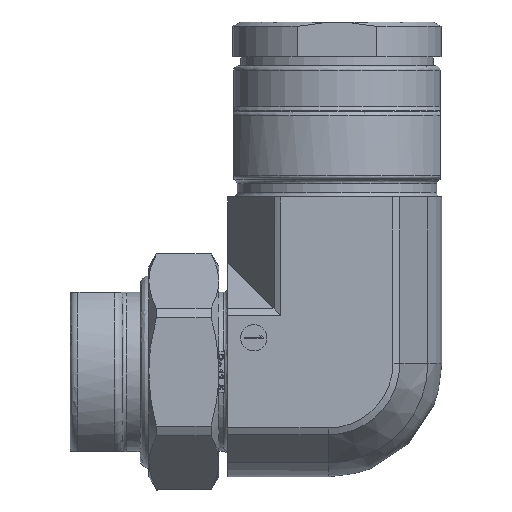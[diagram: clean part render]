
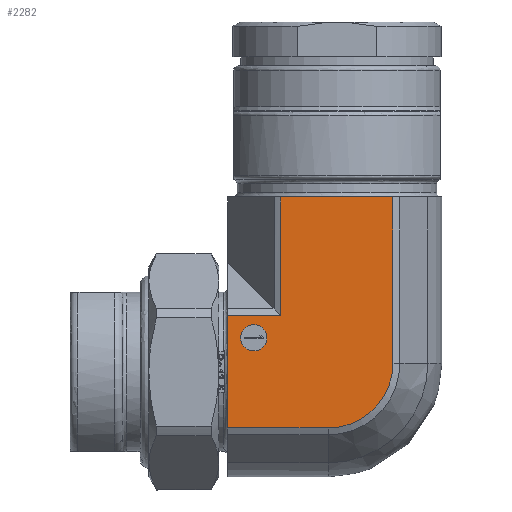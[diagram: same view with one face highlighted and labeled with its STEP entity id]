
A CAD part, left-side view. The second image highlights one B-rep face of the part: STEP entity #2282.
In plain terms, the highlighted planar face has unit normal (-1, 0, 0).
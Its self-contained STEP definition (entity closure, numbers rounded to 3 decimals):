
#851=PLANE('',#7027);
#1031=LINE('',#10058,#1517);
#1293=LINE('',#11172,#1779);
#1316=LINE('',#11278,#1802);
#1317=LINE('',#11289,#1803);
#1318=LINE('',#11290,#1804);
#1319=LINE('',#11292,#1805);
#1517=VECTOR('',#7740,1.);
#1779=VECTOR('',#8248,1.);
#1802=VECTOR('',#8289,1.);
#1803=VECTOR('',#8290,1.);
#1804=VECTOR('',#8291,1.);
#1805=VECTOR('',#8292,1.);
#1988=FACE_BOUND('',#2968,.T.);
#1989=FACE_BOUND('',#2969,.T.);
#2282=ADVANCED_FACE('',(#1988,#1989),#851,.F.);
#2968=EDGE_LOOP('',(#4436));
#2969=EDGE_LOOP('',(#4437,#4438,#4439,#4440,#4441,#4442,#4443));
#3204=CIRCLE('',#6893,1.5);
#3222=CIRCLE('',#7015,7.4);
#4436=ORIENTED_EDGE('',*,*,#5868,.F.);
#4437=ORIENTED_EDGE('',*,*,#6200,.F.);
#4438=ORIENTED_EDGE('',*,*,#6167,.F.);
#4439=ORIENTED_EDGE('',*,*,#6170,.T.);
#4440=ORIENTED_EDGE('',*,*,#6202,.T.);
#4441=ORIENTED_EDGE('',*,*,#5870,.F.);
#4442=ORIENTED_EDGE('',*,*,#6203,.F.);
#4443=ORIENTED_EDGE('',*,*,#6204,.F.);
#5206=VERTEX_POINT('',#10050);
#5208=VERTEX_POINT('',#10057);
#5209=VERTEX_POINT('',#10059);
#5409=VERTEX_POINT('',#11156);
#5410=VERTEX_POINT('',#11158);
#5412=VERTEX_POINT('',#11171);
#5429=VERTEX_POINT('',#11279);
#5430=VERTEX_POINT('',#11291);
#5868=EDGE_CURVE('',#5206,#5206,#3204,.T.);
#5870=EDGE_CURVE('',#5208,#5209,#1031,.T.);
#6167=EDGE_CURVE('',#5409,#5410,#3222,.T.);
#6170=EDGE_CURVE('',#5409,#5412,#1293,.T.);
#6200=EDGE_CURVE('',#5410,#5429,#1316,.T.);
#6202=EDGE_CURVE('',#5412,#5209,#1317,.T.);
#6203=EDGE_CURVE('',#5430,#5208,#1318,.T.);
#6204=EDGE_CURVE('',#5429,#5430,#1319,.T.);
#6893=AXIS2_PLACEMENT_3D('',#10049,#7736,#7737);
#7015=AXIS2_PLACEMENT_3D('',#11157,#8242,#8243);
#7027=AXIS2_PLACEMENT_3D('',#11293,#8293,#8294);
#7736=DIRECTION('',(-1.,0.,0.));
#7737=DIRECTION('',(0.,0.,-1.));
#7740=DIRECTION('',(0.,0.,1.));
#8242=DIRECTION('',(1.,0.,0.));
#8243=DIRECTION('',(0.,-1.,0.));
#8248=DIRECTION('',(0.,0.,1.));
#8289=DIRECTION('',(0.,1.,0.));
#8290=DIRECTION('',(0.,1.,0.));
#8291=DIRECTION('',(0.,-1.,0.));
#8292=DIRECTION('',(0.,0.,1.));
#8293=DIRECTION('',(1.,0.,0.));
#8294=DIRECTION('',(0.,0.,-1.));
#10049=CARTESIAN_POINT('',(-12.,9.5,-31.1));
#10050=CARTESIAN_POINT('',(-12.,9.5,-32.6));
#10057=CARTESIAN_POINT('',(-12.,6.4,-28.6));
#10058=CARTESIAN_POINT('',(-12.,6.4,-28.6));
#10059=CARTESIAN_POINT('',(-12.,6.4,-15.));
#11156=CARTESIAN_POINT('',(-12.,-6.4,-34.));
#11157=CARTESIAN_POINT('',(-12.,1.,-34.));
#11158=CARTESIAN_POINT('',(-12.,1.,-41.4));
#11171=CARTESIAN_POINT('',(-12.,-6.4,-15.));
#11172=CARTESIAN_POINT('',(-12.,-6.4,-34.));
#11278=CARTESIAN_POINT('',(-12.,1.,-41.4));
#11279=CARTESIAN_POINT('',(-12.,12.5,-41.4));
#11289=CARTESIAN_POINT('',(-12.,-6.4,-15.));
#11290=CARTESIAN_POINT('',(-12.,12.,-28.6));
#11291=CARTESIAN_POINT('',(-12.,12.5,-28.6));
#11292=CARTESIAN_POINT('',(-12.,12.5,-14.));
#11293=CARTESIAN_POINT('',(-12.,-8.761,-14.77));
